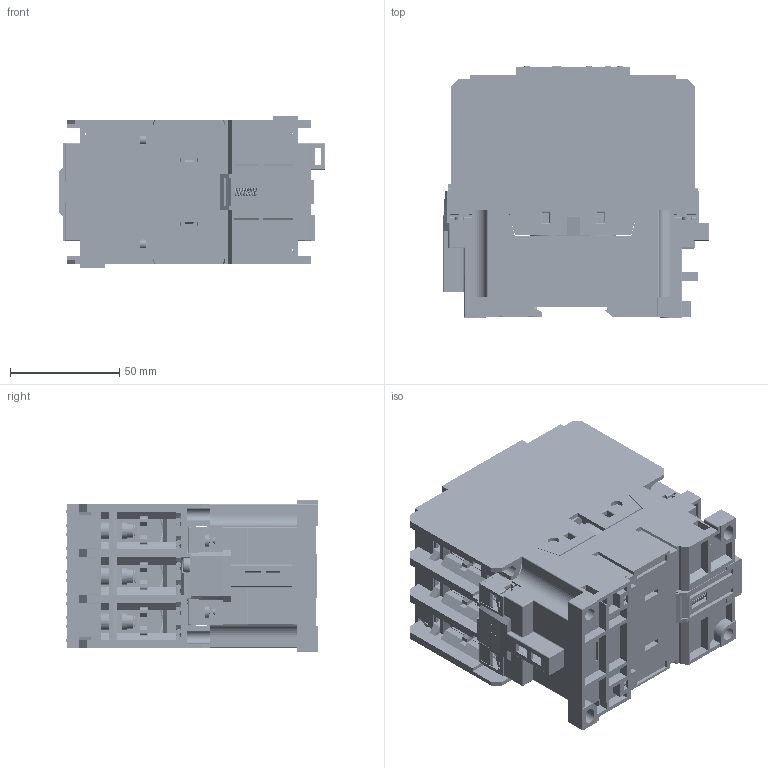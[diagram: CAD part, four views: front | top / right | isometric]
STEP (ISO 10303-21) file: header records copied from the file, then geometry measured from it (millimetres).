
FILE_DESCRIPTION((''),'2;1');
FILE_NAME('12C40076H01.stp','2015-05-22T15:19:14',('rshanor'),(''),'Autodesk Inventor 2013','Autodesk Inventor 2013','');
FILE_SCHEMA(('AUTOMOTIVE_DESIGN { 1 2 10303 214 0 1 1 1 }'));
Length unit declared in the file: millimetre
Products named in the file (1): 12C40076H01
Bounding box: 121.9 x 115.2 x 70 mm (x, y, z)
Volume: 299688.3 mm3; surface area: 280930.3 mm2
Topology: 21 solids, 26 shells, 9180 faces, 26149 edges, 16974 vertices
Faces by surface type: plane 7035, cylinder 1304, bspline 664, torus 118, cone 39, sphere 20
Full cylindrical faces by diameter (mm): 2.5 x12, 2.55 x14, 2.8 x2, 2.87 x2, 2.9 x2, 3 x4, 3.242 x6, 3.4 x8, 3.6 x4, 3.75 x2, 3.9 x2, 4 x4, 4.1 x2, 4.2 x16, 4.25 x4, 4.4 x6, 4.6 x4, 4.9 x4, 5 x6, 5.3 x4, 5.5 x2, 5.75 x4, 5.8 x3, 6 x2, 6.6 x6, 6.7 x4, 6.8 x2, 7 x2, 7.1 x1, 7.4 x6
Entity records: 320391 total; most frequent: CARTESIAN_POINT 74468, ORIENTED_EDGE 51710, DIRECTION 44829, EDGE_CURVE 25855, VECTOR 21071, LINE 21071, VERTEX_POINT 16894, AXIS2_PLACEMENT_3D 11879
